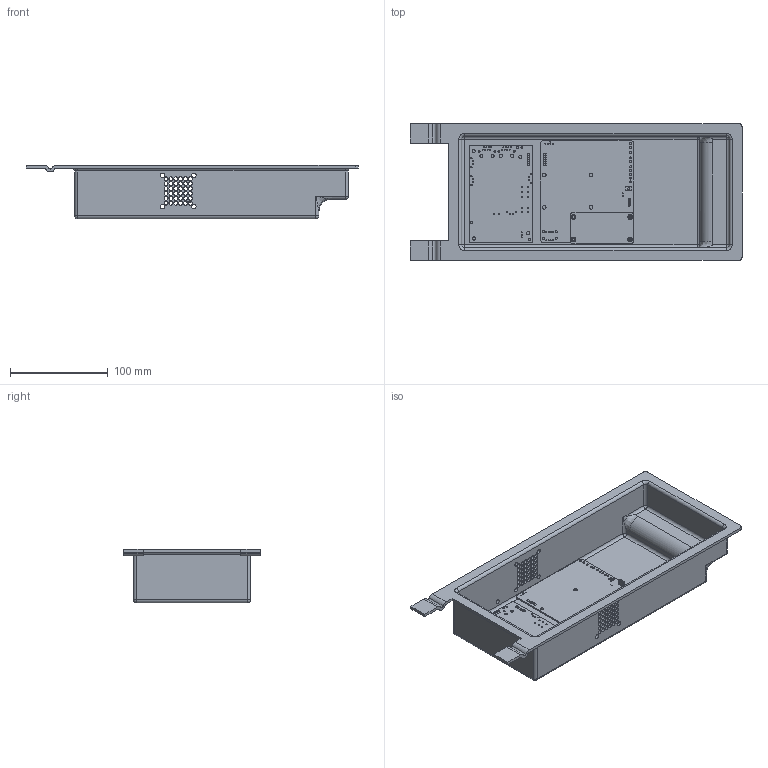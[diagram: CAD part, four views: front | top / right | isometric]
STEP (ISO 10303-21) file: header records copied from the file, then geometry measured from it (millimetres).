
FILE_DESCRIPTION(/* description */ (''),/* implementation_level */ '2;1');
FILE_NAME(/* name */ '021233_A_1-ASM_Brainbox_ct5_1.stp',/* time_stamp */ '2023-05-20T15:17:02+02:00',/* author */ (''),/* organization */ (''),/* preprocessor_version */ 'ST-DEVELOPER v18.102',/* originating_system */ 'SIEMENS PLM Software NX2206.1700',/* authorisation */ '');
FILE_SCHEMA (('AP203_CONFIGURATION_CONTROLLED_3D_DESIGN_OF_MECHANICAL_PARTS_AND_ASSEMBLIES_MIM_LF { 1 0 10303 403 2 1 2}'));
Length unit declared in the file: millimetre
Products named in the file (1): A_objects
Bounding box: 339.8 x 140 x 55 mm (x, y, z)
Volume: 274720.9 mm3; surface area: 205718.1 mm2
Topology: 10 solids, 10 shells, 992 faces, 2614 edges, 1636 vertices
Faces by surface type: plane 468, cylinder 400, bspline 102, sphere 12, torus 8, cone 2
Full cylindrical faces by diameter (mm): 0.44 x5, 0.8 x30, 0.9 x16, 0.92 x8, 1 x9, 1.02 x12, 1.1 x1, 1.27 x8, 1.3 x6, 1.7 x4, 2 x14, 2.013 x2, 2.05 x1, 2.3 x4, 2.75 x4, 3.2 x8, 3.5 x2, 3.7 x8, 4 x72, 4.5 x10, 5 x8, 5.1 x2
Entity records: 35546 total; most frequent: CARTESIAN_POINT 10495, DIRECTION 4972, ORIENTED_EDGE 4874, EDGE_CURVE 2437, AXIS2_PLACEMENT_3D 1741, EDGE_LOOP 1637, VERTEX_POINT 1634, LINE 1490
